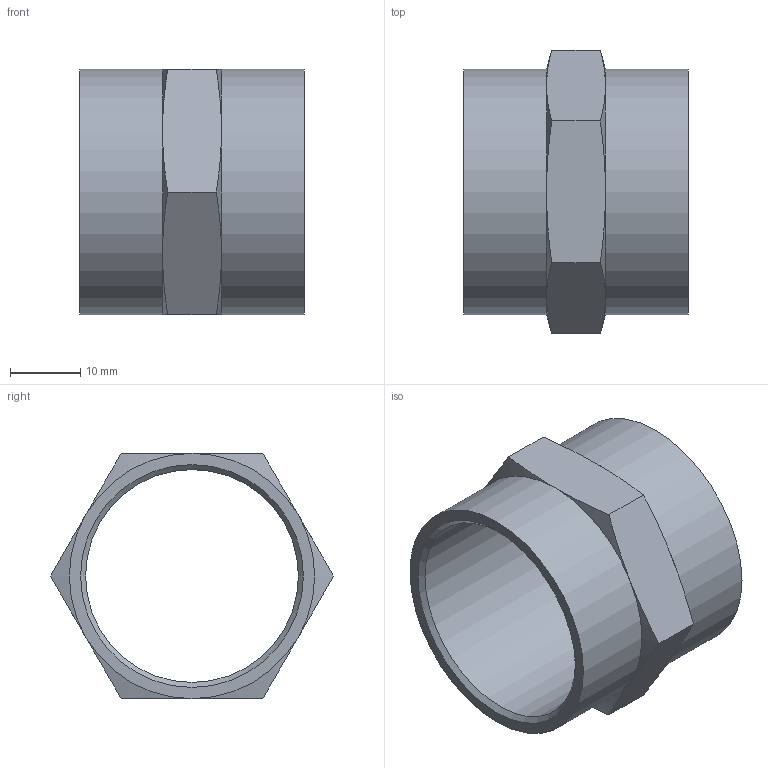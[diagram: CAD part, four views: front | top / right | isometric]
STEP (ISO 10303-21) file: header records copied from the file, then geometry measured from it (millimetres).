
FILE_DESCRIPTION( ( 'STEP AP203' ), '1' );
FILE_NAME( 'FLEXA VBM-M 0527.001.032.stp', '2020-03-11T07:20:04', ( '' ), ( '' ), ' ', 'PARTsolutions', ' ' );
FILE_SCHEMA( ( 'CONFIG_CONTROL_DESIGN' ) );
Length unit declared in the file: millimetre
Products named in the file (1): _FLEXA VBM-M 0527.001.032
Bounding box: 32 x 40.41 x 35 mm (x, y, z)
Volume: 8335.5 mm3; surface area: 7208.4 mm2
Topology: 1 solids, 1 shells, 25 faces, 53 edges, 30 vertices
Faces by surface type: cone 14, plane 8, cylinder 3
Full cylindrical faces by diameter (mm): 30.376 x1, 35 x2
Entity records: 752 total; most frequent: CARTESIAN_POINT 224, ORIENTED_EDGE 96, DIRECTION 94, EDGE_CURVE 48, AXIS2_PLACEMENT_3D 44, EDGE_LOOP 32, VERTEX_POINT 30, FACE_OUTER_BOUND 28
